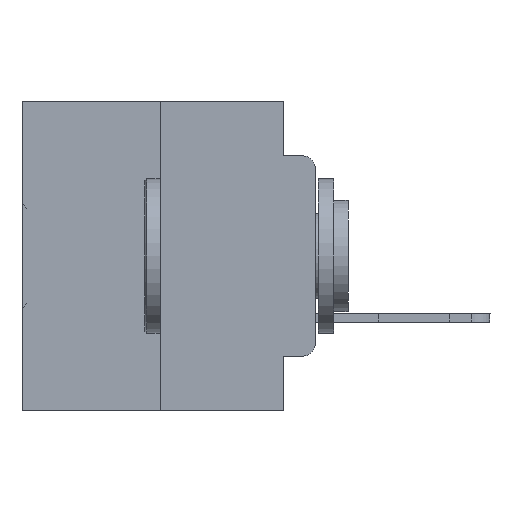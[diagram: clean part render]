
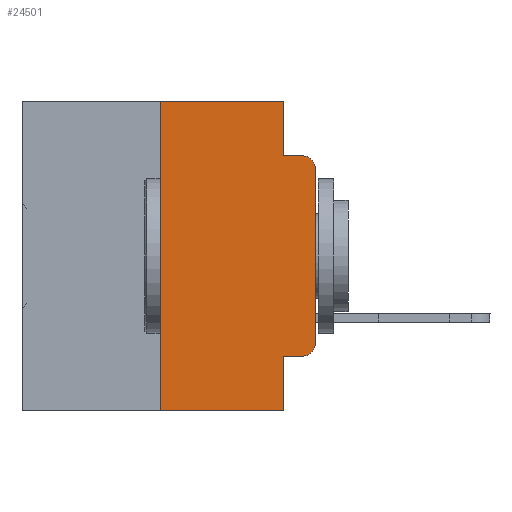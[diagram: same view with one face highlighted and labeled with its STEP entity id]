
A CAD part, left-side view. The second image highlights one B-rep face of the part: STEP entity #24501.
In plain terms, the highlighted planar face has unit normal (-1, 0, 0).
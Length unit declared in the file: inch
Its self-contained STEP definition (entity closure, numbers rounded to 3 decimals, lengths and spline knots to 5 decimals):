
#192 = ORIENTED_EDGE ( 'NONE', *, *, #4439, .F. ) ;
#353 = AXIS2_PLACEMENT_3D ( 'NONE', #31227, #10614, #19033 ) ;
#431 = VERTEX_POINT ( 'NONE', #30889 ) ;
#995 = EDGE_CURVE ( 'NONE', #431, #3511, #21508, .T. ) ;
#1154 = ORIENTED_EDGE ( 'NONE', *, *, #4141, .T. ) ;
#1308 = AXIS2_PLACEMENT_3D ( 'NONE', #22249, #32742, #10096 ) ;
#1770 = ORIENTED_EDGE ( 'NONE', *, *, #8098, .F. ) ;
#2009 = LINE ( 'NONE', #2169, #32761 ) ;
#2169 = CARTESIAN_POINT ( 'NONE',  ( 0., 0., 0. ) ) ;
#2192 = CARTESIAN_POINT ( 'NONE',  ( 0., 0.02, -0.1085 ) ) ;
#2253 = VERTEX_POINT ( 'NONE', #32474 ) ;
#2502 = DIRECTION ( 'NONE',  ( 0., -1., 0. ) ) ;
#2548 = ORIENTED_EDGE ( 'NONE', *, *, #2708, .F. ) ;
#2708 = EDGE_CURVE ( 'NONE', #33225, #15919, #23999, .T. ) ;
#3511 = VERTEX_POINT ( 'NONE', #15623 ) ;
#3651 = DIRECTION ( 'NONE',  ( 0., 0., 1. ) ) ;
#3726 = DIRECTION ( 'NONE',  ( 0., 0., -1. ) ) ;
#4141 = EDGE_CURVE ( 'NONE', #33225, #7479, #30086, .T. ) ;
#4439 = EDGE_CURVE ( 'NONE', #2253, #431, #8923, .T. ) ;
#4592 = EDGE_CURVE ( 'NONE', #7479, #13903, #15844, .T. ) ;
#6903 = EDGE_CURVE ( 'NONE', #13903, #10138, #2009, .T. ) ;
#7479 = VERTEX_POINT ( 'NONE', #31952 ) ;
#8098 = EDGE_CURVE ( 'NONE', #3511, #27147, #30551, .T. ) ;
#8842 = VECTOR ( 'NONE', #14312, 39.37008 ) ;
#8923 = LINE ( 'NONE', #23962, #8842 ) ;
#9881 = ORIENTED_EDGE ( 'NONE', *, *, #6903, .T. ) ;
#10096 = DIRECTION ( 'NONE',  ( 0., 0., -1. ) ) ;
#10138 = VERTEX_POINT ( 'NONE', #18064 ) ;
#10323 = VERTEX_POINT ( 'NONE', #23633 ) ;
#10449 = PLANE ( 'NONE',  #353 ) ;
#10614 = DIRECTION ( 'NONE',  ( 1., 0., 0. ) ) ;
#10653 = VECTOR ( 'NONE', #3726, 39.37008 ) ;
#10952 = VECTOR ( 'NONE', #23896, 39.37008 ) ;
#12287 = DIRECTION ( 'NONE',  ( 0., 0., 1. ) ) ;
#13903 = VERTEX_POINT ( 'NONE', #24105 ) ;
#14312 = DIRECTION ( 'NONE',  ( 0., -1., 0. ) ) ;
#14418 = ORIENTED_EDGE ( 'NONE', *, *, #29255, .F. ) ;
#14642 = CARTESIAN_POINT ( 'NONE',  ( 0., 0.051, -0.0885 ) ) ;
#14674 = DIRECTION ( 'NONE',  ( 0., -1., 0. ) ) ;
#14713 = ORIENTED_EDGE ( 'NONE', *, *, #4592, .T. ) ;
#14882 = EDGE_CURVE ( 'NONE', #10138, #27147, #20493, .T. ) ;
#14943 = ORIENTED_EDGE ( 'NONE', *, *, #14978, .T. ) ;
#14978 = EDGE_CURVE ( 'NONE', #10323, #15919, #21393, .T. ) ;
#15623 = CARTESIAN_POINT ( 'NONE',  ( 0., 0.051, -0.0885 ) ) ;
#15844 = CIRCLE ( 'NONE', #1308, 0.02 ) ;
#15919 = VERTEX_POINT ( 'NONE', #29734 ) ;
#17329 = CARTESIAN_POINT ( 'NONE',  ( 0., 0.051, -0.4115 ) ) ;
#17753 = ORIENTED_EDGE ( 'NONE', *, *, #14882, .T. ) ;
#17880 = FACE_OUTER_BOUND ( 'NONE', #26432, .T. ) ;
#18064 = CARTESIAN_POINT ( 'NONE',  ( 0., 0., -0.1085 ) ) ;
#18798 = VECTOR ( 'NONE', #2502, 39.37008 ) ;
#18817 = CARTESIAN_POINT ( 'NONE',  ( 0., 0.051, 0. ) ) ;
#19030 = CARTESIAN_POINT ( 'NONE',  ( 0., 0.473, -0.5 ) ) ;
#19033 = DIRECTION ( 'NONE',  ( 0., 0., -1. ) ) ;
#20468 = AXIS2_PLACEMENT_3D ( 'NONE', #2192, #25995, #25830 ) ;
#20493 = CIRCLE ( 'NONE', #20468, 0.02 ) ;
#21393 = LINE ( 'NONE', #19030, #24267 ) ;
#21508 = LINE ( 'NONE', #18817, #10952 ) ;
#22236 = VECTOR ( 'NONE', #3651, 39.37008 ) ;
#22249 = CARTESIAN_POINT ( 'NONE',  ( 0., 0.02, -0.3915 ) ) ;
#23633 = CARTESIAN_POINT ( 'NONE',  ( 0., 0.25, -0.5 ) ) ;
#23896 = DIRECTION ( 'NONE',  ( 0., 0., -1. ) ) ;
#23962 = CARTESIAN_POINT ( 'NONE',  ( 0., 0.473, 0. ) ) ;
#23999 = LINE ( 'NONE', #32274, #10653 ) ;
#24105 = CARTESIAN_POINT ( 'NONE',  ( 0., 0., -0.3915 ) ) ;
#24267 = VECTOR ( 'NONE', #26325, 39.37008 ) ;
#24501 = ADVANCED_FACE ( 'NONE', ( #17880 ), #10449, .F. ) ;
#25830 = DIRECTION ( 'NONE',  ( 0., 0., -1. ) ) ;
#25995 = DIRECTION ( 'NONE',  ( -1., 0., 0. ) ) ;
#26325 = DIRECTION ( 'NONE',  ( 0., -1., 0. ) ) ;
#26432 = EDGE_LOOP ( 'NONE', ( #9881, #17753, #1770, #29317, #192, #14418, #14943, #2548, #1154, #14713 ) ) ;
#27147 = VERTEX_POINT ( 'NONE', #31608 ) ;
#27467 = CARTESIAN_POINT ( 'NONE',  ( 0., 0.25, 0. ) ) ;
#27718 = VECTOR ( 'NONE', #14674, 39.37008 ) ;
#29255 = EDGE_CURVE ( 'NONE', #10323, #2253, #32366, .T. ) ;
#29317 = ORIENTED_EDGE ( 'NONE', *, *, #995, .F. ) ;
#29734 = CARTESIAN_POINT ( 'NONE',  ( 0., 0.051, -0.5 ) ) ;
#30086 = LINE ( 'NONE', #30413, #27718 ) ;
#30413 = CARTESIAN_POINT ( 'NONE',  ( 0., 0.051, -0.4115 ) ) ;
#30551 = LINE ( 'NONE', #14642, #18798 ) ;
#30889 = CARTESIAN_POINT ( 'NONE',  ( 0., 0.051, 0. ) ) ;
#31227 = CARTESIAN_POINT ( 'NONE',  ( 0., 0.473, 0. ) ) ;
#31608 = CARTESIAN_POINT ( 'NONE',  ( 0., 0.02, -0.0885 ) ) ;
#31952 = CARTESIAN_POINT ( 'NONE',  ( 0., 0.02, -0.4115 ) ) ;
#32274 = CARTESIAN_POINT ( 'NONE',  ( 0., 0.051, 0. ) ) ;
#32366 = LINE ( 'NONE', #27467, #22236 ) ;
#32474 = CARTESIAN_POINT ( 'NONE',  ( 0., 0.25, 0. ) ) ;
#32742 = DIRECTION ( 'NONE',  ( -1., 0., 0. ) ) ;
#32761 = VECTOR ( 'NONE', #12287, 39.37008 ) ;
#33225 = VERTEX_POINT ( 'NONE', #17329 ) ;
